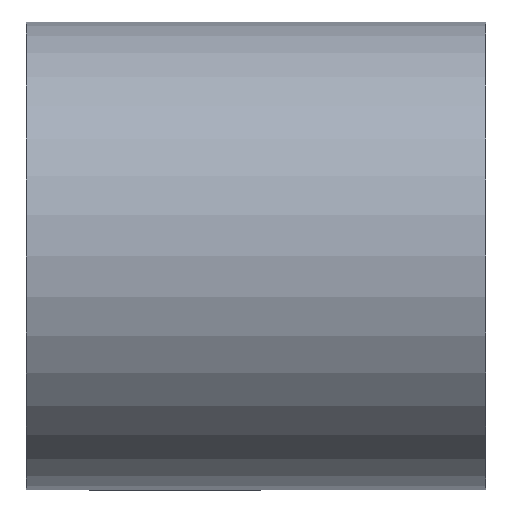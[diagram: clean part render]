
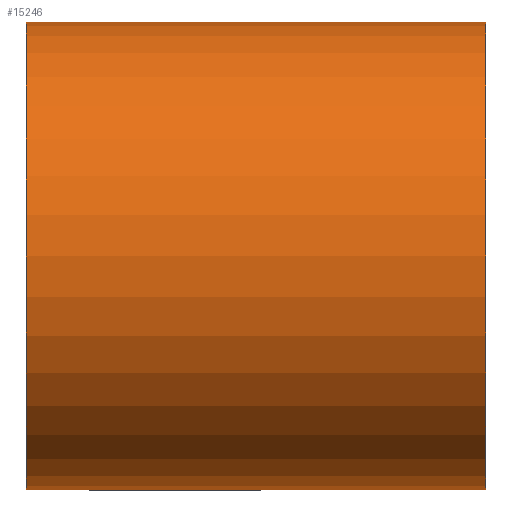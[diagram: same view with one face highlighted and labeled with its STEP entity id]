
A CAD part, front view. The second image highlights one B-rep face of the part: STEP entity #15246.
In plain terms, the highlighted cylindrical face has radius 28.5 mm (diameter 57 mm), a partial arc.
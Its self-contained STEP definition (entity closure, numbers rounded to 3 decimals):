
#1182=FACE_OUTER_BOUND('',#2034,.T.);
#2034=EDGE_LOOP('',(#13119,#13120,#13121,#13122));
#3319=CIRCLE('',#15684,28.5);
#3450=CIRCLE('',#15826,28.5);
#3775=LINE('',#27188,#4907);
#4437=LINE('',#37255,#5569);
#4907=VECTOR('',#16872,10.);
#5569=VECTOR('',#17998,10.);
#6059=VERTEX_POINT('',#23230);
#6062=VERTEX_POINT('',#23235);
#6522=VERTEX_POINT('',#27186);
#6921=VERTEX_POINT('',#32860);
#7696=EDGE_CURVE('',#6062,#6059,#3319,.T.);
#8165=EDGE_CURVE('',#6062,#6522,#3775,.T.);
#8827=EDGE_CURVE('',#6522,#6921,#3450,.T.);
#9469=EDGE_CURVE('',#6059,#6921,#4437,.T.);
#13119=ORIENTED_EDGE('',*,*,#8827,.T.);
#13120=ORIENTED_EDGE('',*,*,#9469,.F.);
#13121=ORIENTED_EDGE('',*,*,#7696,.F.);
#13122=ORIENTED_EDGE('',*,*,#8165,.T.);
#14646=CYLINDRICAL_SURFACE('',#16051,28.5);
#15246=ADVANCED_FACE('',(#1182),#14646,.T.);
#15684=AXIS2_PLACEMENT_3D('',#23237,#16525,#16526);
#15826=AXIS2_PLACEMENT_3D('',#32862,#17289,#17290);
#16051=AXIS2_PLACEMENT_3D('',#37254,#17996,#17997);
#16525=DIRECTION('center_axis',(-1.,0.,0.));
#16526=DIRECTION('ref_axis',(0.,0.,-1.));
#16872=DIRECTION('',(1.,0.,0.));
#17289=DIRECTION('center_axis',(-1.,0.,0.));
#17290=DIRECTION('ref_axis',(0.,0.,1.));
#17996=DIRECTION('center_axis',(-1.,0.,0.));
#17997=DIRECTION('ref_axis',(0.,0.,1.));
#17998=DIRECTION('',(1.,0.,0.));
#23230=CARTESIAN_POINT('',(-1.,0.,56.));
#23235=CARTESIAN_POINT('',(-1.,0.,-1.));
#23237=CARTESIAN_POINT('Origin',(-1.,0.,27.5));
#27186=CARTESIAN_POINT('',(55.,0.,-1.));
#27188=CARTESIAN_POINT('',(55.,0.,-1.));
#32860=CARTESIAN_POINT('',(55.,0.,56.));
#32862=CARTESIAN_POINT('Origin',(55.,0.,27.5));
#37254=CARTESIAN_POINT('Origin',(55.,0.,27.5));
#37255=CARTESIAN_POINT('',(55.,0.,56.));
